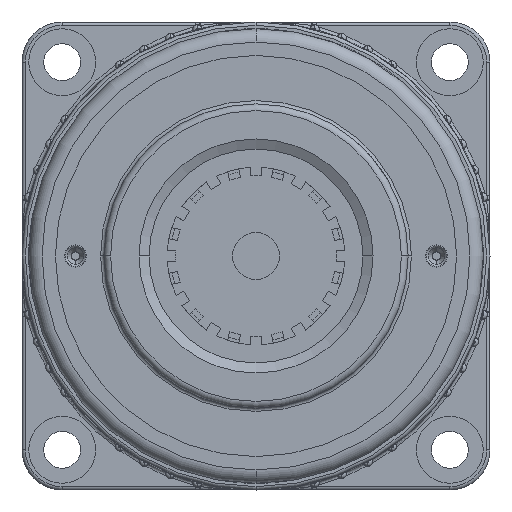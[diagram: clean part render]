
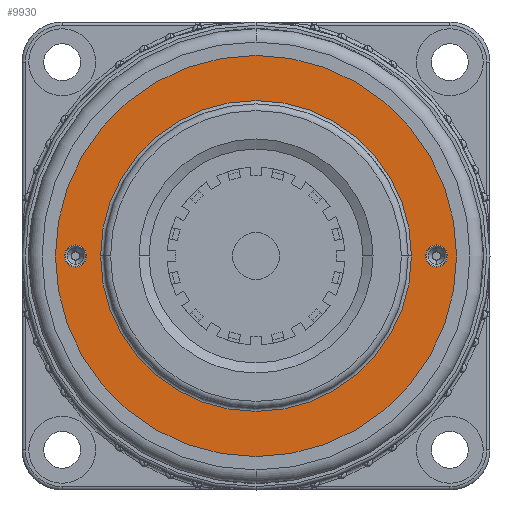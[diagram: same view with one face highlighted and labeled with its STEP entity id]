
A CAD part, left-side view. The second image highlights one B-rep face of the part: STEP entity #9930.
In plain terms, the highlighted face is planar.
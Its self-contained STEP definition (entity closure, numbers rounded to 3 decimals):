
#12 = CIRCLE ( 'NONE', #10699, 1.65 ) ;
#168 = ORIENTED_EDGE ( 'NONE', *, *, #11812, .T. ) ;
#248 = VERTEX_POINT ( 'NONE', #4227 ) ;
#899 = CIRCLE ( 'NONE', #3725, 30. ) ;
#964 = VERTEX_POINT ( 'NONE', #3386 ) ;
#1649 = ORIENTED_EDGE ( 'NONE', *, *, #8466, .T. ) ;
#1904 = DIRECTION ( 'NONE',  ( 0., 1., 0. ) ) ;
#2271 = CARTESIAN_POINT ( 'NONE',  ( 0., 0.8, -25.35 ) ) ;
#2477 = EDGE_LOOP ( 'NONE', ( #19821, #8410 ) ) ;
#2568 = CARTESIAN_POINT ( 'NONE',  ( 0., 0.8, -27. ) ) ;
#2706 = CARTESIAN_POINT ( 'NONE',  ( 0., 0.8, 0. ) ) ;
#2908 = FACE_BOUND ( 'NONE', #10360, .T. ) ;
#3069 = CARTESIAN_POINT ( 'NONE',  ( 0., 0.8, 27. ) ) ;
#3386 = CARTESIAN_POINT ( 'NONE',  ( 0., 0.8, -30. ) ) ;
#3501 = DIRECTION ( 'NONE',  ( 0., 1., 0. ) ) ;
#3725 = AXIS2_PLACEMENT_3D ( 'NONE', #2706, #13920, #4330 ) ;
#3971 = EDGE_LOOP ( 'NONE', ( #168, #1649 ) ) ;
#3974 = DIRECTION ( 'NONE',  ( 0., -1., 0. ) ) ;
#4190 = DIRECTION ( 'NONE',  ( 0., 0., 1. ) ) ;
#4227 = CARTESIAN_POINT ( 'NONE',  ( 0., 0.8, -23.25 ) ) ;
#4330 = DIRECTION ( 'NONE',  ( 0., 0., 1. ) ) ;
#4694 = DIRECTION ( 'NONE',  ( 0., 0., 1. ) ) ;
#5194 = EDGE_CURVE ( 'NONE', #16280, #13210, #12041, .T. ) ;
#5243 = AXIS2_PLACEMENT_3D ( 'NONE', #8549, #19347, #10126 ) ;
#5244 = CARTESIAN_POINT ( 'NONE',  ( 0., 0.8, 0. ) ) ;
#5276 = ORIENTED_EDGE ( 'NONE', *, *, #5368, .F. ) ;
#5283 = CARTESIAN_POINT ( 'NONE',  ( 0., 0.8, 27. ) ) ;
#5368 = EDGE_CURVE ( 'NONE', #13210, #16280, #16806, .T. ) ;
#5930 = EDGE_CURVE ( 'NONE', #18723, #10179, #9011, .T. ) ;
#6035 = CIRCLE ( 'NONE', #5243, 23.25 ) ;
#6139 = ORIENTED_EDGE ( 'NONE', *, *, #5930, .F. ) ;
#6515 = CARTESIAN_POINT ( 'NONE',  ( 0., 0.8, 30. ) ) ;
#6775 = PLANE ( 'NONE',  #18789 ) ;
#6802 = CARTESIAN_POINT ( 'NONE',  ( 0., 0.8, 25.35 ) ) ;
#6909 = DIRECTION ( 'NONE',  ( 0., 0., 1. ) ) ;
#6946 = DIRECTION ( 'NONE',  ( 0., 0., 1. ) ) ;
#7257 = FACE_BOUND ( 'NONE', #2477, .T. ) ;
#7352 = ORIENTED_EDGE ( 'NONE', *, *, #5194, .F. ) ;
#7799 = CARTESIAN_POINT ( 'NONE',  ( 0., 0.8, -28.65 ) ) ;
#7987 = CIRCLE ( 'NONE', #12982, 30. ) ;
#8218 = EDGE_CURVE ( 'NONE', #19072, #248, #6035, .T. ) ;
#8410 = ORIENTED_EDGE ( 'NONE', *, *, #13250, .T. ) ;
#8466 = EDGE_CURVE ( 'NONE', #10785, #964, #899, .T. ) ;
#8549 = CARTESIAN_POINT ( 'NONE',  ( 0., 0.8, 0. ) ) ;
#9011 = CIRCLE ( 'NONE', #13826, 1.65 ) ;
#9930 = ADVANCED_FACE ( 'NONE', ( #7257, #2908, #15150, #10993 ), #6775, .T. ) ;
#9973 = AXIS2_PLACEMENT_3D ( 'NONE', #13610, #3974, #15113 ) ;
#9977 = CARTESIAN_POINT ( 'NONE',  ( 0., 0.8, 0. ) ) ;
#10126 = DIRECTION ( 'NONE',  ( 0., 0., 1. ) ) ;
#10179 = VERTEX_POINT ( 'NONE', #18598 ) ;
#10360 = EDGE_LOOP ( 'NONE', ( #20100, #6139 ) ) ;
#10622 = CARTESIAN_POINT ( 'NONE',  ( 0., 0.8, 23.25 ) ) ;
#10699 = AXIS2_PLACEMENT_3D ( 'NONE', #3069, #14261, #4694 ) ;
#10785 = VERTEX_POINT ( 'NONE', #6515 ) ;
#10993 = FACE_OUTER_BOUND ( 'NONE', #3971, .T. ) ;
#11812 = EDGE_CURVE ( 'NONE', #964, #10785, #7987, .T. ) ;
#12041 = CIRCLE ( 'NONE', #16589, 1.65 ) ;
#12743 = EDGE_CURVE ( 'NONE', #10179, #18723, #12, .T. ) ;
#12982 = AXIS2_PLACEMENT_3D ( 'NONE', #5244, #16308, #6909 ) ;
#13170 = CARTESIAN_POINT ( 'NONE',  ( 0., 0.8, -27. ) ) ;
#13210 = VERTEX_POINT ( 'NONE', #2271 ) ;
#13220 = DIRECTION ( 'NONE',  ( 0., 0., 1. ) ) ;
#13250 = EDGE_CURVE ( 'NONE', #248, #19072, #15318, .T. ) ;
#13340 = EDGE_LOOP ( 'NONE', ( #5276, #7352 ) ) ;
#13610 = CARTESIAN_POINT ( 'NONE',  ( 0., 0.8, 0. ) ) ;
#13810 = DIRECTION ( 'NONE',  ( 0., 1., 0. ) ) ;
#13826 = AXIS2_PLACEMENT_3D ( 'NONE', #5283, #16348, #6946 ) ;
#13920 = DIRECTION ( 'NONE',  ( 0., 1., 0. ) ) ;
#14261 = DIRECTION ( 'NONE',  ( 0., 1., 0. ) ) ;
#14669 = DIRECTION ( 'NONE',  ( 0., 0., 1. ) ) ;
#15113 = DIRECTION ( 'NONE',  ( 0., 0., 1. ) ) ;
#15150 = FACE_BOUND ( 'NONE', #13340, .T. ) ;
#15318 = CIRCLE ( 'NONE', #9973, 23.25 ) ;
#15852 = AXIS2_PLACEMENT_3D ( 'NONE', #13170, #3501, #14669 ) ;
#16280 = VERTEX_POINT ( 'NONE', #7799 ) ;
#16308 = DIRECTION ( 'NONE',  ( 0., 1., 0. ) ) ;
#16348 = DIRECTION ( 'NONE',  ( 0., 1., 0. ) ) ;
#16589 = AXIS2_PLACEMENT_3D ( 'NONE', #2568, #13810, #4190 ) ;
#16806 = CIRCLE ( 'NONE', #15852, 1.65 ) ;
#18598 = CARTESIAN_POINT ( 'NONE',  ( 0., 0.8, 28.65 ) ) ;
#18723 = VERTEX_POINT ( 'NONE', #6802 ) ;
#18789 = AXIS2_PLACEMENT_3D ( 'NONE', #9977, #1904, #13220 ) ;
#19072 = VERTEX_POINT ( 'NONE', #10622 ) ;
#19347 = DIRECTION ( 'NONE',  ( 0., -1., 0. ) ) ;
#19821 = ORIENTED_EDGE ( 'NONE', *, *, #8218, .T. ) ;
#20100 = ORIENTED_EDGE ( 'NONE', *, *, #12743, .F. ) ;
